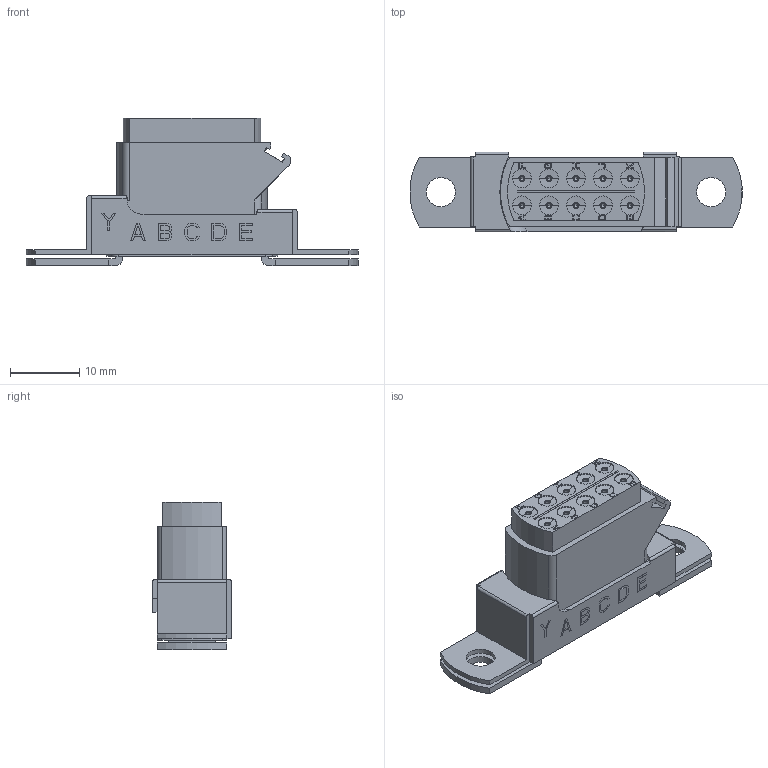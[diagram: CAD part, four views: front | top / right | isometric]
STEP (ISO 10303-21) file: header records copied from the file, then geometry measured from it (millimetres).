
FILE_DESCRIPTION((''),'2;1');
FILE_NAME('00111820202Y','2020-09-11T',('presta_be4'),(''),'CREO PARAMETRIC BY PTC INC, 2018360','CREO PARAMETRIC BY PTC INC, 2018360','');
FILE_SCHEMA(('CONFIG_CONTROL_DESIGN'));
Products named in the file (1): 00111820202Y
Bounding box: 47.94 x 11.5 x 21.33 mm (x, y, z)
Volume: 3983.8 mm3; surface area: 7512.7 mm2
Topology: 2 solids, 2 shells, 2468 faces, 6686 edges, 4289 vertices
Faces by surface type: plane 1462, cylinder 381, torus 325, cone 300
Entity records: 84339 total; most frequent: CARTESIAN_POINT 21194, DIRECTION 13333, ORIENTED_EDGE 13332, EDGE_CURVE 6666, AXIS2_PLACEMENT_3D 4780, VERTEX_POINT 4289, VECTOR 3773, LINE 3773
